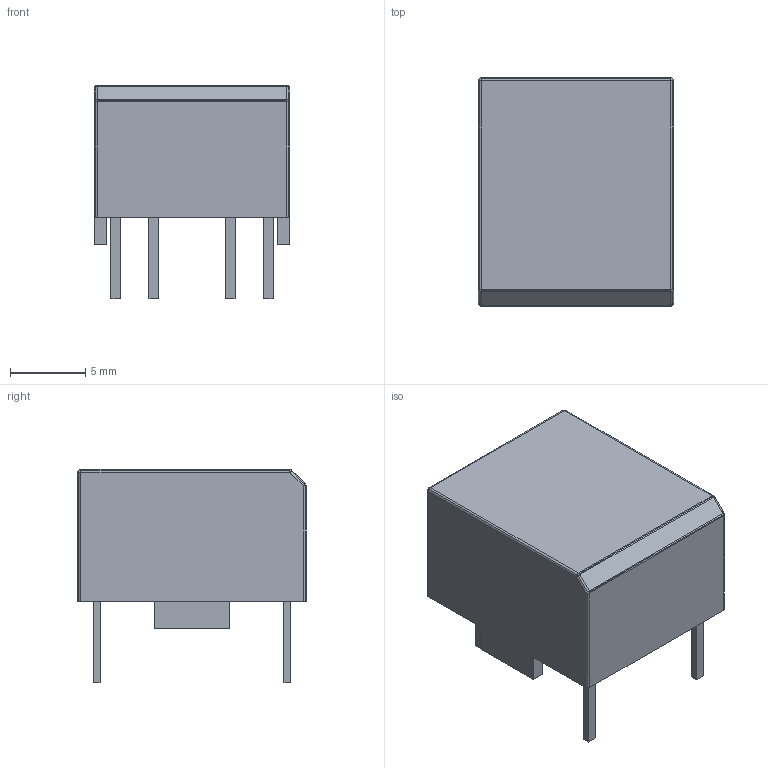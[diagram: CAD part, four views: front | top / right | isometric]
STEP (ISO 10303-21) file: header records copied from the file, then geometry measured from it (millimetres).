
FILE_DESCRIPTION((''),'2;1');
FILE_NAME('XFMR_SCHURTER_IT_35-3.stp','2009-12-18T10:41:18',(''),(''),'Mechanical Desktop 2006','Mechanical Desktop 2006',', , ');
FILE_SCHEMA(('AUTOMOTIVE_DESIGN { 1 2 10303 214 0 1 1 1 }'));
Length unit declared in the file: millimetre
Products named in the file (1): Product
Bounding box: 13 x 15.2 x 14.2 mm (x, y, z)
Volume: 1752.5 mm3; surface area: 984.1 mm2
Topology: 7 solids, 7 shells, 71 faces, 157 edges, 96 vertices
Faces by surface type: plane 43, cylinder 22, sphere 6
Entity records: 1953 total; most frequent: DIRECTION 341, CARTESIAN_POINT 321, ORIENTED_EDGE 306, EDGE_CURVE 153, AXIS2_PLACEMENT_3D 116, VECTOR 109, LINE 109, VERTEX_POINT 96
